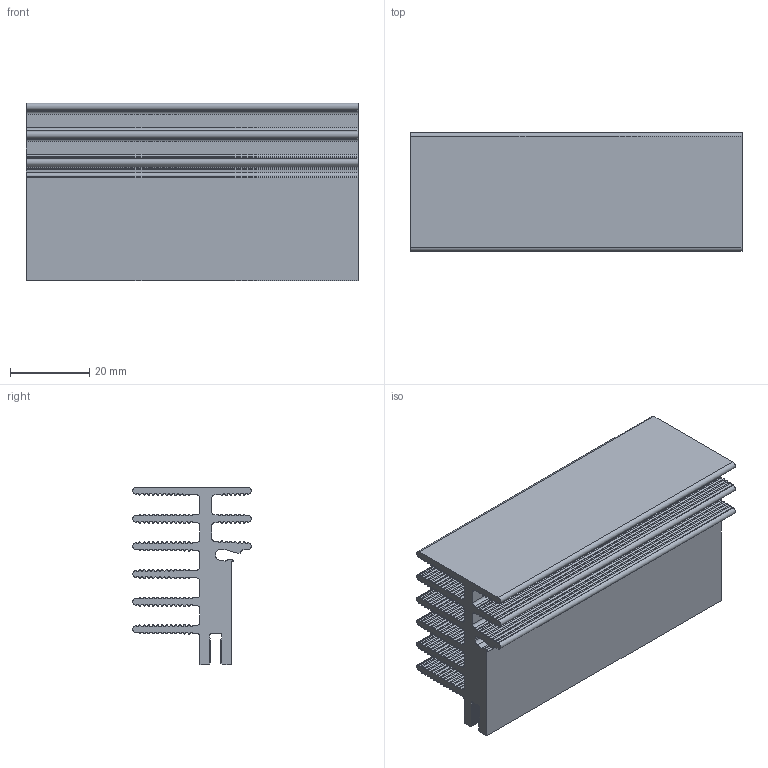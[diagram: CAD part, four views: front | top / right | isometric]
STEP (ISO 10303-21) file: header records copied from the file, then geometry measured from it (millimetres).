
FILE_DESCRIPTION((''),'2;1');
FILE_NAME('HSINK_FISCHER_SK 481 84 SA.stp','2014-04-01T13:11:31',(''),(''),'Mechanical Desktop 2011','Mechanical Desktop 2011',', , ');
FILE_SCHEMA(('AUTOMOTIVE_DESIGN { 1 2 10303 214 1 1 1 1 }'));
Length unit declared in the file: millimetre
Products named in the file (1): Product
Bounding box: 84 x 29.99 x 45 mm (x, y, z)
Volume: 41375.6 mm3; surface area: 37446.2 mm2
Topology: 1 solids, 1 shells, 541 faces, 1617 edges, 1078 vertices
Faces by surface type: cylinder 446, plane 95
Entity records: 18748 total; most frequent: DIRECTION 3593, CARTESIAN_POINT 3237, ORIENTED_EDGE 3234, EDGE_CURVE 1617, AXIS2_PLACEMENT_3D 1434, VERTEX_POINT 1078, CIRCLE 892, VECTOR 725
